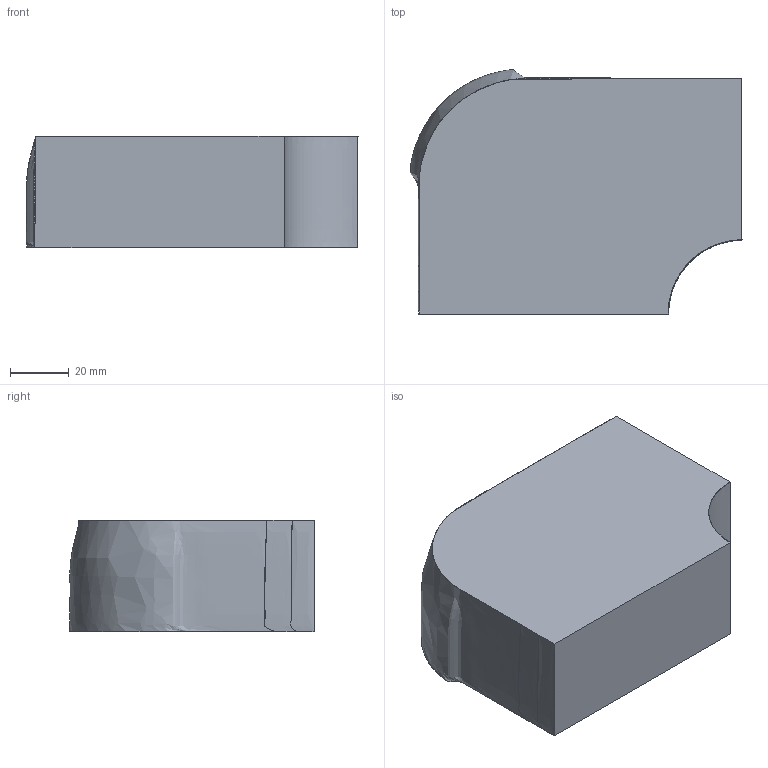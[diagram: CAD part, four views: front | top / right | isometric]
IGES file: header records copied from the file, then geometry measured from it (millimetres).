
Start section: SolidWorks IGES file using analytic representation for surfaces
Global section: file name: sketch.IGS; native system: SolidWorks 2014; preprocessor: SolidWorks 2014; author: Ridwan; date: 150403.173718; units: millimetre
Bounding box: 112.74 x 82.98 x 38 mm (x, y, z)
Surface area: 29852.5 mm2 (no closed solid volume)
Topology: 0 solids, 0 shells, 8 faces, 539 edges, 539 vertices
Faces by surface type: bspline 8
